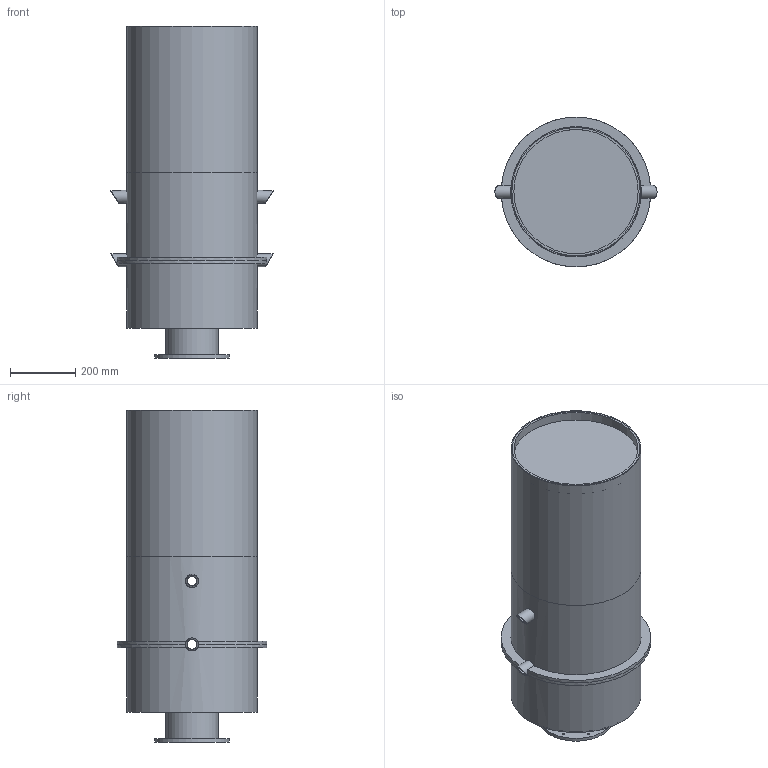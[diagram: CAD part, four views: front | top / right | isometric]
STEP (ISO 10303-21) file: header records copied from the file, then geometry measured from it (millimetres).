
FILE_DESCRIPTION(/* description */ ('VRV100 mit Ausblasschalldämpfer'),/* implementation_level */ '2;1');
FILE_NAME(/* name */ 'VRV100_ASD_model.stp',/* time_stamp */ '2021-07-22T16:09:38+02:00',/* author */ ('Rissler'),/* organization */ ('Mietzsch GmbH Lufttechnik Dresden'),/* preprocessor_version */ 'ST-DEVELOPER v18.1',/* originating_system */ 'Autodesk Inventor 2020',/* authorisation */ '');
FILE_SCHEMA (('CONFIG_CONTROL_DESIGN','AUTOMOTIVE_DESIGN { 1 0 10303 214 3 1 1 }'));
Length unit declared in the file: millimetre
Products named in the file (1): VRV_iL_CSV
Bounding box: 498 x 460 x 1020 mm (x, y, z)
Volume: 5520850.1 mm3; surface area: 3250775 mm2
Topology: 12 solids, 12 shells, 73 faces, 171 edges, 121 vertices
Faces by surface type: cylinder 46, plane 27
Full cylindrical faces by diameter (mm): 7 x8, 30 x6, 40 x6, 154 x1, 160 x2, 230 x1, 382 x1, 394 x3, 400 x2
Entity records: 2757 total; most frequent: CARTESIAN_POINT 914, DIRECTION 368, ORIENTED_EDGE 342, EDGE_CURVE 171, AXIS2_PLACEMENT_3D 159, VERTEX_POINT 121, EDGE_LOOP 110, CIRCLE 73
